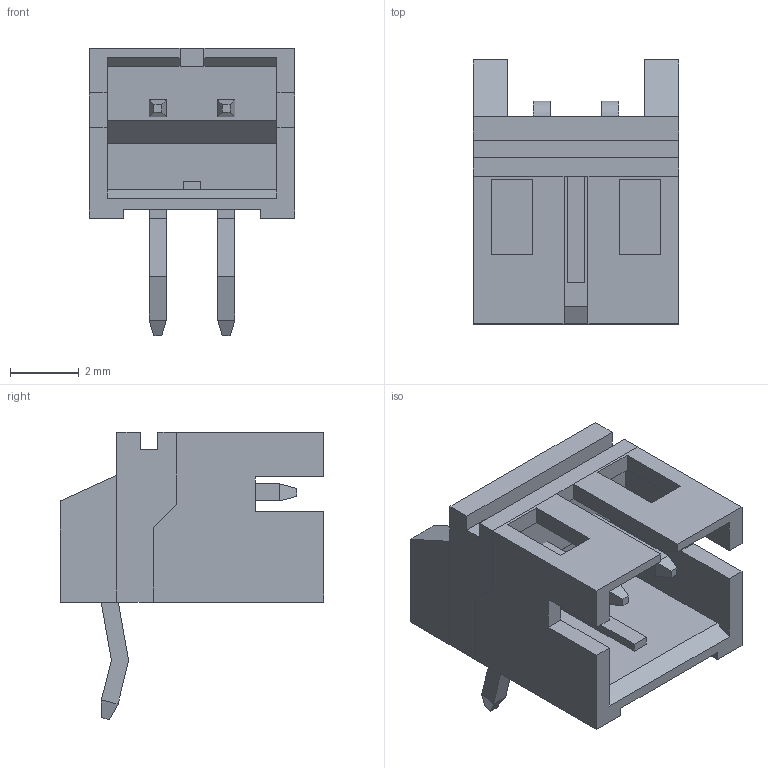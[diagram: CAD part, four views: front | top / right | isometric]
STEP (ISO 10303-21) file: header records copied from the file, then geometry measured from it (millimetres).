
FILE_DESCRIPTION(('FreeCAD Model'),'2;1');
FILE_NAME('Open CASCADE Shape Model','2022-12-07T22:26:02',( 'kicad StepUp'),('ksu MCAD'),'Open CASCADE STEP processor 7.6', 'FreeCAD','Unknown');
FILE_SCHEMA(('AUTOMOTIVE_DESIGN { 1 0 10303 214 1 1 1 1 }'));
Length unit declared in the file: millimetre
Products named in the file (1): TE_440055-2_1x02_P2.00mm_Horizontal
Bounding box: 6 x 7.7 x 8.38 mm (x, y, z)
Volume: 99.8 mm3; surface area: 345.1 mm2
Topology: 3 solids, 3 shells, 113 faces, 295 edges, 186 vertices
Faces by surface type: plane 93, bspline 16, cylinder 4
Entity records: 4182 total; most frequent: CARTESIAN_POINT 659, ORIENTED_EDGE 590, DIRECTION 483, EDGE_CURVE 295, LINE 271, VECTOR 271, VERTEX_POINT 186, PRESENTATION_STYLE_ASSIGNMENT 116
